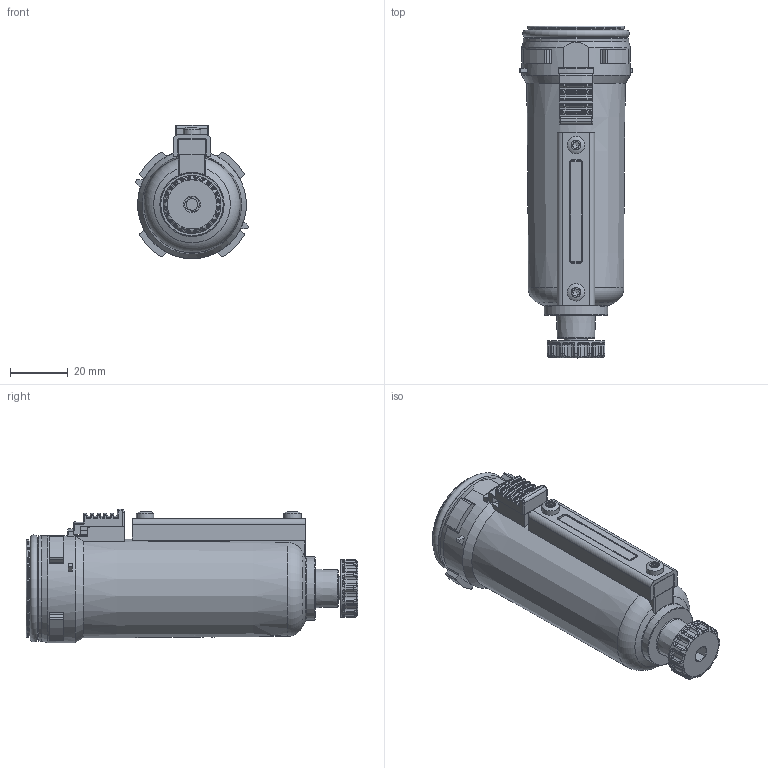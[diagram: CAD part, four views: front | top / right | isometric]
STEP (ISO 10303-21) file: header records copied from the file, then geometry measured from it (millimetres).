
FILE_DESCRIPTION((''),'2;1');
FILE_NAME('BE1HHA4.stp','2006-10-11T13:53:22',('DHinz'),(''),'Autodesk Inventor 10','Autodesk Inventor 10','');
FILE_SCHEMA(('AUTOMOTIVE_DESIGN { 1 0 10303 214 1 1 1 1 }'));
Length unit declared in the file: millimetre
Products named in the file (15): 10009312; 10008029; 10007926; 10006975; 10006974; 10008862; 10007930; 10007932; 10007931; 10007934; DIN 3771 32 x 2.5 - N - NBR 70; 10000269; 10000268; 10008655_L4,4; DIN 3771 6.3 x 2 - N - NBR 70
Assembly tree (15 placements, depth 3):
  10009312
    10008029
      10007926
      10006975
      10006974
      10008862  x2
      10007930
      10007932
      10007931
      10007934
      DIN 3771 32 x 2.5 - N - NBR 70
    10000269
    10000268
    10008655_L4,4
    DIN 3771 6.3 x 2 - N - NBR 70
Bounding box: 39.18 x 114.85 x 46.2 mm (x, y, z)
Volume: 45269.2 mm3; surface area: 33291 mm2
Topology: 14 solids, 15 shells, 1493 faces, 3617 edges, 2155 vertices
Faces by surface type: cylinder 510, plane 415, bspline 275, torus 237, cone 43, sphere 13
Full cylindrical faces by diameter (mm): 0.2 x12, 0.34 x119, 0.4 x27, 1 x1, 1.5 x2, 2 x1, 2.2 x1, 3 x2, 3.5 x2, 4 x4, 5 x2, 5.3 x2, 6 x2, 7.6 x1, 8 x1, 9.5 x1, 9.73 x1, 14.1 x1, 20 x1, 22 x1, 32.6 x1, 33.8 x1, 36.5 x1
Entity records: 68412 total; most frequent: CARTESIAN_POINT 37581, DIRECTION 6315, ORIENTED_EDGE 5902, EDGE_CURVE 2951, AXIS2_PLACEMENT_3D 2606, EDGE_LOOP 1935, VERTEX_POINT 1920, FACE_OUTER_BOUND 1459
